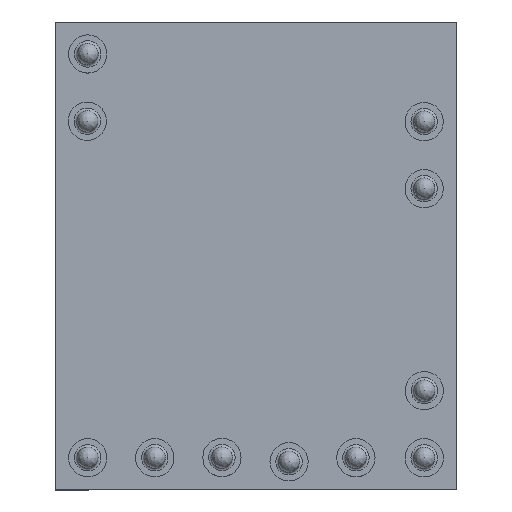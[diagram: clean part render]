
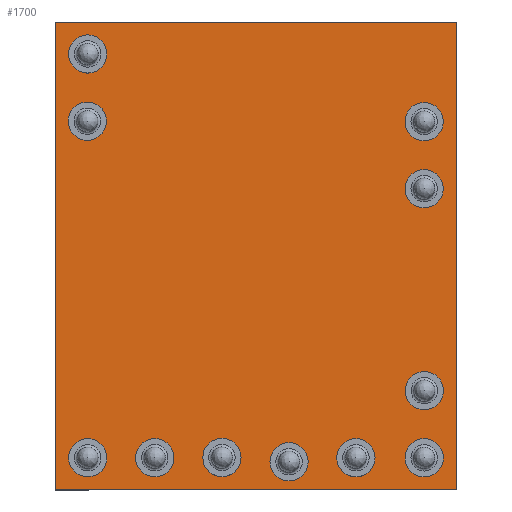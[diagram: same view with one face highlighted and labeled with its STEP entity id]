
A CAD part, top view. The second image highlights one B-rep face of the part: STEP entity #1700.
In plain terms, the highlighted face is planar.
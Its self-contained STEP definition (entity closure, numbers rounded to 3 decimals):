
#148=FACE_BOUND('',#499,.T.);
#149=FACE_BOUND('',#500,.T.);
#150=FACE_BOUND('',#501,.T.);
#151=FACE_BOUND('',#502,.T.);
#152=FACE_BOUND('',#503,.T.);
#153=FACE_BOUND('',#504,.T.);
#154=FACE_BOUND('',#505,.T.);
#155=FACE_BOUND('',#506,.T.);
#156=FACE_BOUND('',#507,.T.);
#157=FACE_BOUND('',#508,.T.);
#158=FACE_BOUND('',#509,.T.);
#174=CIRCLE('',#1867,0.45);
#176=CIRCLE('',#1870,0.45);
#178=CIRCLE('',#1873,0.45);
#180=CIRCLE('',#1876,0.45);
#182=CIRCLE('',#1879,0.45);
#184=CIRCLE('',#1882,0.45);
#186=CIRCLE('',#1885,0.45);
#188=CIRCLE('',#1888,0.45);
#190=CIRCLE('',#1891,0.45);
#192=CIRCLE('',#1894,0.45);
#194=CIRCLE('',#1897,0.45);
#373=FACE_OUTER_BOUND('',#498,.T.);
#498=EDGE_LOOP('',(#1406,#1407,#1408,#1409));
#499=EDGE_LOOP('',(#1410));
#500=EDGE_LOOP('',(#1411));
#501=EDGE_LOOP('',(#1412));
#502=EDGE_LOOP('',(#1413));
#503=EDGE_LOOP('',(#1414));
#504=EDGE_LOOP('',(#1415));
#505=EDGE_LOOP('',(#1416));
#506=EDGE_LOOP('',(#1417));
#507=EDGE_LOOP('',(#1418));
#508=EDGE_LOOP('',(#1419));
#509=EDGE_LOOP('',(#1420));
#648=LINE('',#2815,#782);
#652=LINE('',#2823,#786);
#655=LINE('',#2829,#789);
#658=LINE('',#2834,#792);
#782=VECTOR('',#2270,10.);
#786=VECTOR('',#2276,10.);
#789=VECTOR('',#2281,10.);
#792=VECTOR('',#2286,10.);
#893=VERTEX_POINT('',#2760);
#895=VERTEX_POINT('',#2765);
#897=VERTEX_POINT('',#2770);
#899=VERTEX_POINT('',#2775);
#901=VERTEX_POINT('',#2780);
#903=VERTEX_POINT('',#2785);
#905=VERTEX_POINT('',#2790);
#907=VERTEX_POINT('',#2795);
#909=VERTEX_POINT('',#2800);
#911=VERTEX_POINT('',#2805);
#913=VERTEX_POINT('',#2810);
#914=VERTEX_POINT('',#2813);
#915=VERTEX_POINT('',#2814);
#918=VERTEX_POINT('',#2822);
#920=VERTEX_POINT('',#2828);
#1062=EDGE_CURVE('',#893,#893,#174,.T.);
#1064=EDGE_CURVE('',#895,#895,#176,.T.);
#1066=EDGE_CURVE('',#897,#897,#178,.T.);
#1068=EDGE_CURVE('',#899,#899,#180,.T.);
#1070=EDGE_CURVE('',#901,#901,#182,.T.);
#1072=EDGE_CURVE('',#903,#903,#184,.T.);
#1074=EDGE_CURVE('',#905,#905,#186,.T.);
#1076=EDGE_CURVE('',#907,#907,#188,.T.);
#1078=EDGE_CURVE('',#909,#909,#190,.T.);
#1080=EDGE_CURVE('',#911,#911,#192,.T.);
#1082=EDGE_CURVE('',#913,#913,#194,.T.);
#1083=EDGE_CURVE('',#914,#915,#648,.T.);
#1087=EDGE_CURVE('',#918,#914,#652,.T.);
#1090=EDGE_CURVE('',#920,#918,#655,.T.);
#1093=EDGE_CURVE('',#915,#920,#658,.T.);
#1406=ORIENTED_EDGE('',*,*,#1093,.F.);
#1407=ORIENTED_EDGE('',*,*,#1083,.F.);
#1408=ORIENTED_EDGE('',*,*,#1087,.F.);
#1409=ORIENTED_EDGE('',*,*,#1090,.F.);
#1410=ORIENTED_EDGE('',*,*,#1062,.T.);
#1411=ORIENTED_EDGE('',*,*,#1064,.T.);
#1412=ORIENTED_EDGE('',*,*,#1066,.T.);
#1413=ORIENTED_EDGE('',*,*,#1068,.T.);
#1414=ORIENTED_EDGE('',*,*,#1070,.T.);
#1415=ORIENTED_EDGE('',*,*,#1072,.T.);
#1416=ORIENTED_EDGE('',*,*,#1074,.T.);
#1417=ORIENTED_EDGE('',*,*,#1076,.T.);
#1418=ORIENTED_EDGE('',*,*,#1078,.T.);
#1419=ORIENTED_EDGE('',*,*,#1080,.T.);
#1420=ORIENTED_EDGE('',*,*,#1082,.T.);
#1630=PLANE('',#1903);
#1700=ADVANCED_FACE('',(#373,#148,#149,#150,#151,#152,#153,#154,#155,#156,
#157,#158),#1630,.F.);
#1867=AXIS2_PLACEMENT_3D('',#2761,#2206,#2207);
#1870=AXIS2_PLACEMENT_3D('',#2766,#2212,#2213);
#1873=AXIS2_PLACEMENT_3D('',#2771,#2218,#2219);
#1876=AXIS2_PLACEMENT_3D('',#2776,#2224,#2225);
#1879=AXIS2_PLACEMENT_3D('',#2781,#2230,#2231);
#1882=AXIS2_PLACEMENT_3D('',#2786,#2236,#2237);
#1885=AXIS2_PLACEMENT_3D('',#2791,#2242,#2243);
#1888=AXIS2_PLACEMENT_3D('',#2796,#2248,#2249);
#1891=AXIS2_PLACEMENT_3D('',#2801,#2254,#2255);
#1894=AXIS2_PLACEMENT_3D('',#2806,#2260,#2261);
#1897=AXIS2_PLACEMENT_3D('',#2811,#2266,#2267);
#1903=AXIS2_PLACEMENT_3D('',#2837,#2290,#2291);
#2206=DIRECTION('center_axis',(0.,0.,1.));
#2207=DIRECTION('ref_axis',(-1.,0.,0.));
#2212=DIRECTION('center_axis',(0.,0.,1.));
#2213=DIRECTION('ref_axis',(-1.,0.,0.));
#2218=DIRECTION('center_axis',(0.,0.,1.));
#2219=DIRECTION('ref_axis',(-1.,0.,0.));
#2224=DIRECTION('center_axis',(0.,0.,1.));
#2225=DIRECTION('ref_axis',(-1.,0.,0.));
#2230=DIRECTION('center_axis',(0.,0.,1.));
#2231=DIRECTION('ref_axis',(-1.,0.,0.));
#2236=DIRECTION('center_axis',(0.,0.,1.));
#2237=DIRECTION('ref_axis',(-1.,0.,0.));
#2242=DIRECTION('center_axis',(0.,0.,1.));
#2243=DIRECTION('ref_axis',(-1.,0.,0.));
#2248=DIRECTION('center_axis',(0.,0.,1.));
#2249=DIRECTION('ref_axis',(-1.,0.,0.));
#2254=DIRECTION('center_axis',(0.,0.,1.));
#2255=DIRECTION('ref_axis',(-1.,0.,0.));
#2260=DIRECTION('center_axis',(0.,0.,1.));
#2261=DIRECTION('ref_axis',(-1.,0.,0.));
#2266=DIRECTION('center_axis',(0.,0.,1.));
#2267=DIRECTION('ref_axis',(-1.,0.,0.));
#2270=DIRECTION('',(0.,-1.,0.));
#2276=DIRECTION('',(-1.,0.,0.));
#2281=DIRECTION('',(0.,1.,0.));
#2286=DIRECTION('',(1.,0.,0.));
#2290=DIRECTION('center_axis',(0.,0.,1.));
#2291=DIRECTION('ref_axis',(1.,0.,0.));
#2760=CARTESIAN_POINT('',(5.14,17.41,0.));
#2761=CARTESIAN_POINT('Origin',(4.69,17.41,0.));
#2765=CARTESIAN_POINT('',(5.15,1.52,0.));
#2766=CARTESIAN_POINT('Origin',(4.7,1.52,0.));
#2770=CARTESIAN_POINT('',(8.32,1.52,0.));
#2771=CARTESIAN_POINT('Origin',(7.87,1.52,0.));
#2775=CARTESIAN_POINT('',(17.85,1.52,0.));
#2776=CARTESIAN_POINT('Origin',(17.4,1.52,0.));
#2780=CARTESIAN_POINT('',(21.02,4.73,0.));
#2781=CARTESIAN_POINT('Origin',(20.57,4.73,0.));
#2785=CARTESIAN_POINT('',(21.216,7.9,0.));
#2786=CARTESIAN_POINT('Origin',(20.766,7.9,0.));
#2790=CARTESIAN_POINT('',(21.02,11.07,0.));
#2791=CARTESIAN_POINT('Origin',(20.57,11.07,0.));
#2795=CARTESIAN_POINT('',(21.02,14.24,0.));
#2796=CARTESIAN_POINT('Origin',(20.57,14.24,0.));
#2800=CARTESIAN_POINT('',(21.02,1.52,0.));
#2801=CARTESIAN_POINT('Origin',(20.57,1.52,0.));
#2805=CARTESIAN_POINT('',(1.97,17.41,0.));
#2806=CARTESIAN_POINT('Origin',(1.52,17.41,0.));
#2810=CARTESIAN_POINT('',(21.02,17.41,0.));
#2811=CARTESIAN_POINT('Origin',(20.57,17.41,0.));
#2813=CARTESIAN_POINT('',(0.,18.93,0.));
#2814=CARTESIAN_POINT('',(0.,0.,0.));
#2815=CARTESIAN_POINT('',(0.,18.93,0.));
#2822=CARTESIAN_POINT('',(22.09,18.93,0.));
#2823=CARTESIAN_POINT('',(22.09,18.93,0.));
#2828=CARTESIAN_POINT('',(22.09,0.,0.));
#2829=CARTESIAN_POINT('',(22.09,0.,0.));
#2834=CARTESIAN_POINT('',(0.,0.,0.));
#2837=CARTESIAN_POINT('Origin',(11.045,9.465,0.));
